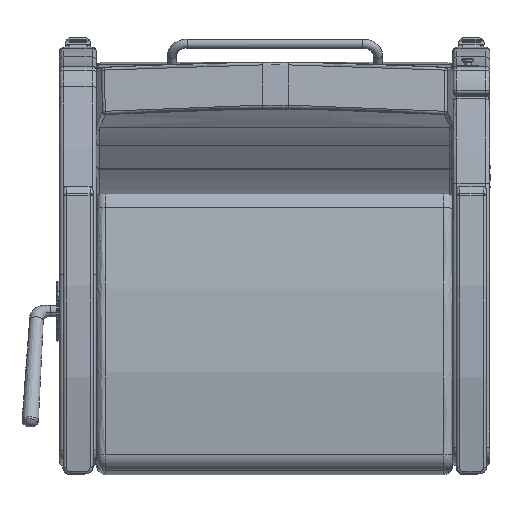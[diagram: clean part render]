
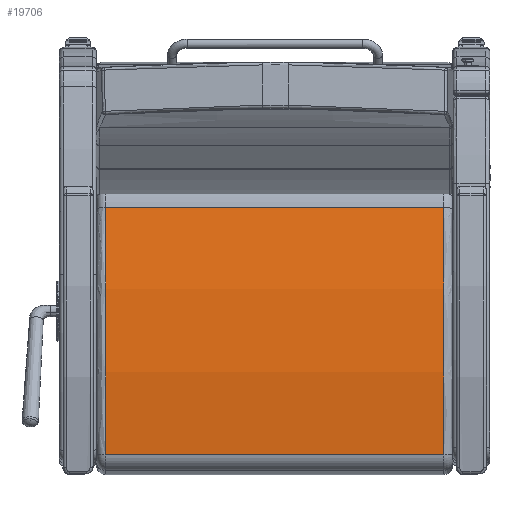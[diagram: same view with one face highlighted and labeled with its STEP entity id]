
A CAD part, front view. The second image highlights one B-rep face of the part: STEP entity #19706.
In plain terms, the highlighted free-form (B-spline) face has degree [1, 2] with [2, 3] control points.
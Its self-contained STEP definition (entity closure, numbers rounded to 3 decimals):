
#723=(
BOUNDED_SURFACE()
B_SPLINE_SURFACE(1,2,((#29889,#29890,#29891),(#29892,#29893,#29894)),
 .UNSPECIFIED.,.F.,.F.,.F.)
B_SPLINE_SURFACE_WITH_KNOTS((2,2),(3,3),(-0.229,0.229),
(1.362,1.699),.UNSPECIFIED.)
GEOMETRIC_REPRESENTATION_ITEM()
RATIONAL_B_SPLINE_SURFACE(((1.,0.986,1.),(1.,0.986,
1.)))
REPRESENTATION_ITEM('')
SURFACE()
);
#1258=ELLIPSE('',#21242,60.054,60.);
#1268=ELLIPSE('',#21270,60.054,60.);
#2225=FACE_OUTER_BOUND('',#3384,.T.);
#3384=EDGE_LOOP('',(#13837,#13838,#13839,#13840));
#4700=LINE('',#29887,#6085);
#4701=LINE('',#29896,#6086);
#6085=VECTOR('',#23710,0.394);
#6086=VECTOR('',#23713,0.394);
#8568=VERTEX_POINT('',#29679);
#8569=VERTEX_POINT('',#29680);
#8594=VERTEX_POINT('',#29886);
#8595=VERTEX_POINT('',#29895);
#10703=EDGE_CURVE('',#8568,#8569,#1258,.T.);
#10741=EDGE_CURVE('',#8569,#8594,#4700,.T.);
#10743=EDGE_CURVE('',#8568,#8595,#4701,.T.);
#10744=EDGE_CURVE('',#8594,#8595,#1268,.T.);
#13837=ORIENTED_EDGE('',*,*,#10703,.F.);
#13838=ORIENTED_EDGE('',*,*,#10743,.T.);
#13839=ORIENTED_EDGE('',*,*,#10744,.F.);
#13840=ORIENTED_EDGE('',*,*,#10741,.F.);
#19706=ADVANCED_FACE('',(#2225),#723,.F.);
#21242=AXIS2_PLACEMENT_3D('',#29681,#23642,#23643);
#21270=AXIS2_PLACEMENT_3D('',#29897,#23714,#23715);
#23642=DIRECTION('center_axis',(0.,0.,-1.));
#23643=DIRECTION('ref_axis',(1.,0.,0.));
#23710=DIRECTION('',(0.,0.,1.));
#23713=DIRECTION('',(0.,0.,1.));
#23714=DIRECTION('center_axis',(0.,0.,1.));
#23715=DIRECTION('ref_axis',(1.,0.,0.));
#29679=CARTESIAN_POINT('',(-10.045,1.256,-13.75));
#29680=CARTESIAN_POINT('',(10.111,0.445,-13.75));
#29681=CARTESIAN_POINT('Origin',(-2.35,-58.249,-13.75));
#29886=CARTESIAN_POINT('',(10.111,0.445,13.75));
#29887=CARTESIAN_POINT('',(10.111,0.445,0.));
#29889=CARTESIAN_POINT('Ctrl Pts',(10.111,0.445,-13.75));
#29890=CARTESIAN_POINT('Ctrl Pts',(0.103,2.566,-13.75));
#29891=CARTESIAN_POINT('Ctrl Pts',(-10.045,1.256,-13.75));
#29892=CARTESIAN_POINT('Ctrl Pts',(10.111,0.445,13.75));
#29893=CARTESIAN_POINT('Ctrl Pts',(0.103,2.566,13.75));
#29894=CARTESIAN_POINT('Ctrl Pts',(-10.045,1.256,13.75));
#29895=CARTESIAN_POINT('',(-10.045,1.256,13.75));
#29896=CARTESIAN_POINT('',(-10.045,1.256,0.));
#29897=CARTESIAN_POINT('Origin',(-2.35,-58.249,13.75));
